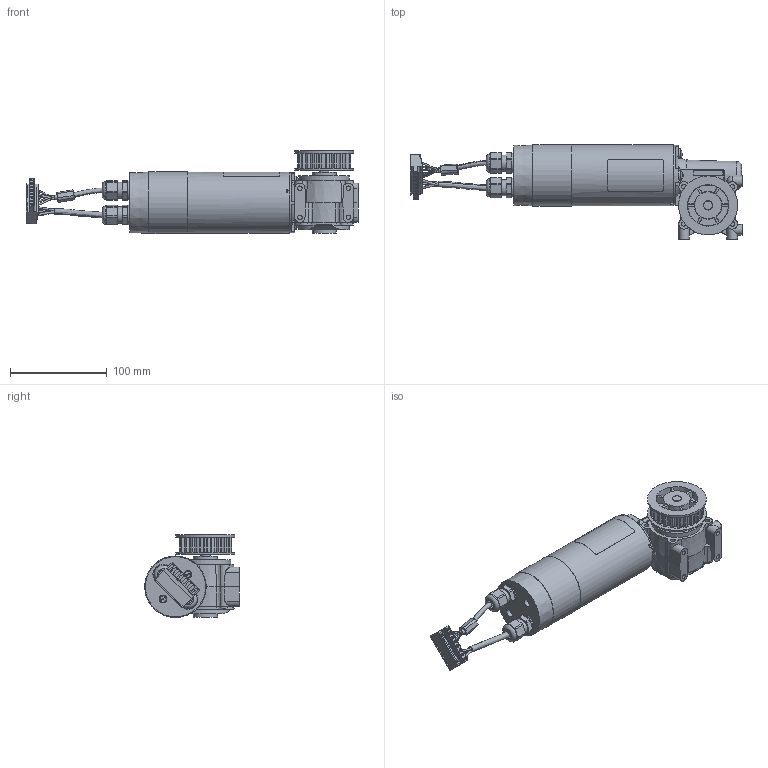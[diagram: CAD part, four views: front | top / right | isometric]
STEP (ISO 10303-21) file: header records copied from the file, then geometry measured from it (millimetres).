
FILE_DESCRIPTION(/* description */ (''),/* implementation_level */ '2;1');
FILE_NAME(/* name */ '6FB1103-0AT10-4MB0_3d.stp',/* time_stamp */ '2019-12-18T10:43:23+01:00',/* author */ ('Naepfel'),/* organization */ ('Siemens'),/* preprocessor_version */ 'ST-DEVELOPER v16.7',/* originating_system */ 'SIEMENS PLM Software NX 12.0',/* authorisation */ '');
FILE_SCHEMA (('AUTOMOTIVE_DESIGN { 1 0 10303 214 3 1 1 1 }'));
Length unit declared in the file: millimetre
Products named in the file (2): A5E48775589A_002; A5E48775584A_002
Assembly tree (1 placements, depth 2):
  A5E48775584A_002
    A5E48775589A_002
Bounding box: 342.93 x 97.8 x 85.8 mm (x, y, z)
Volume: 803402.9 mm3; surface area: 94603.2 mm2
Topology: 1 solids, 1 shells, 871 faces, 2206 edges, 1425 vertices
Faces by surface type: plane 491, cylinder 254, cone 43, bspline 40, torus 37, sphere 6
Full cylindrical faces by diameter (mm): 1.4 x8, 2.8 x7, 3.783 x8, 4 x8, 4.65 x6, 4.66 x2, 4.8 x1, 5.65 x4, 5.8 x1, 6.5 x1, 7.5 x4, 8 x6, 9 x2, 10.05 x1, 16.7 x2, 19 x2, 20 x2, 25 x2, 28 x1, 28.3 x1, 48 x1, 48.1 x1, 48.2 x1, 52 x2, 61 x2, 62 x1, 63 x1, 63.6 x1
Entity records: 35206 total; most frequent: CARTESIAN_POINT 9035, DIRECTION 4175, ORIENTED_EDGE 4026, EDGE_CURVE 2013, AXIS2_PLACEMENT_3D 1639, VERTEX_POINT 1344, EDGE_LOOP 1085, LINE 897
